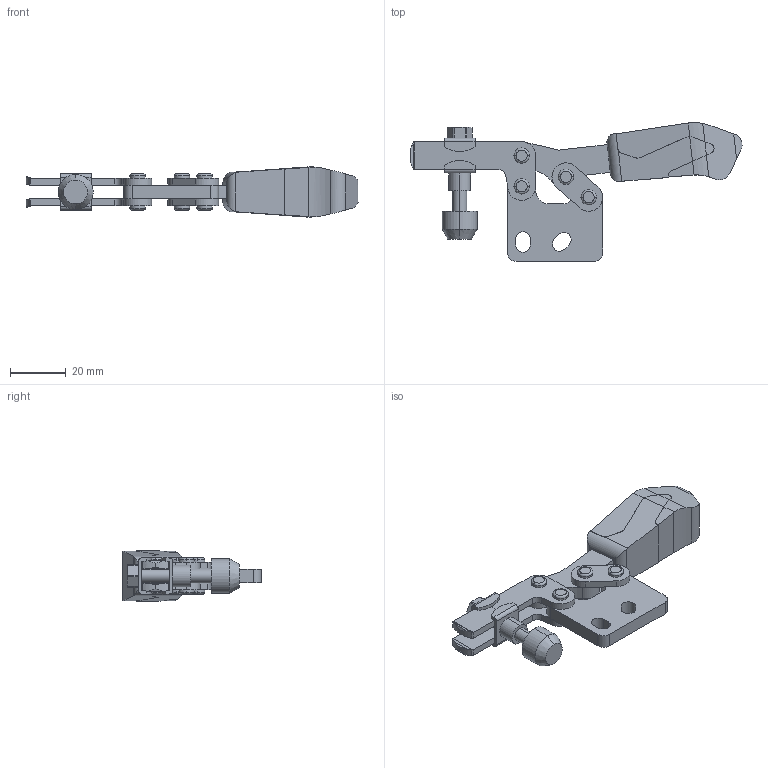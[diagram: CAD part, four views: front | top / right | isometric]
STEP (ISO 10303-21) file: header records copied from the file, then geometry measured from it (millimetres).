
FILE_DESCRIPTION (( 'STEP AP214' ), '1' );
FILE_NAME ('EH 23330.1012.STEP', '2019-10-25T05:39:01', ( '' ), ( '' ), 'SwSTEP 2.0', 'SolidWorks 2019', '' );
FILE_SCHEMA (( 'AUTOMOTIVE_DESIGN' ));
Length unit declared in the file: millimetre
Products named in the file (8): _93211-1.stp; _30MS-M5-1.stp; _93013-3_0.stp; _146225.stp; _557225.stp; _93013-6_0.stp; _93013-2.stp; EH 23330.1012
Assembly tree (7 placements, depth 2):
  EH 23330.1012
    _93211-1.stp
    _93013-2.stp
    _93013-3_0.stp
    _557225.stp
    _30MS-M5-1.stp
    _146225.stp
    _93013-6_0.stp
Bounding box: 118.93 x 49.75 x 17.96 mm (x, y, z)
Volume: 24945.8 mm3; surface area: 15491.7 mm2
Topology: 7 solids, 8 shells, 294 faces, 746 edges, 488 vertices
Faces by surface type: cylinder 139, plane 123, torus 16, cone 16
Entity records: 10363 total; most frequent: CARTESIAN_POINT 2566, ORIENTED_EDGE 1492, DIRECTION 1490, EDGE_CURVE 746, AXIS2_PLACEMENT_3D 556, VERTEX_POINT 488, VECTOR 378, LINE 378
